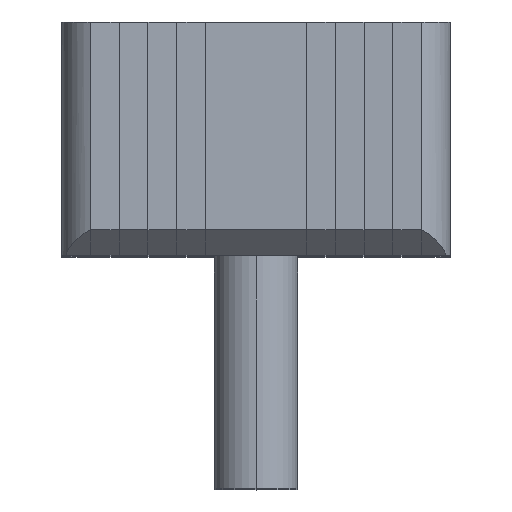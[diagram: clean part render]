
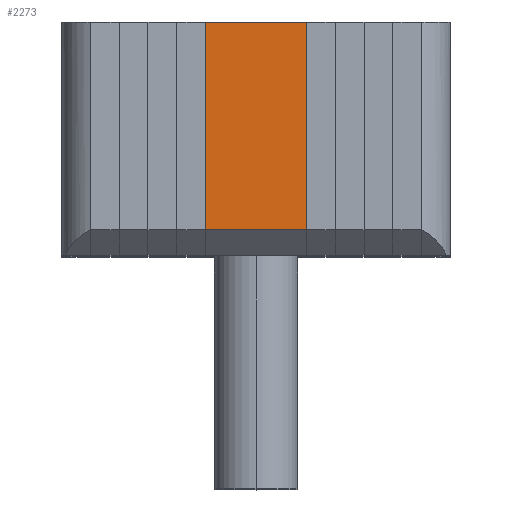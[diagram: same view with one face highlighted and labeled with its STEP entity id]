
A CAD part, top view. The second image highlights one B-rep face of the part: STEP entity #2273.
In plain terms, the highlighted planar face has unit normal (0, 0, 1).
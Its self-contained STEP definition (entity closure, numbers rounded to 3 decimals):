
#315 = CARTESIAN_POINT ( 'NONE',  ( -2.6, 0., 30. ) ) ;
#335 = DIRECTION ( 'NONE',  ( 0., 0., -1. ) ) ;
#480 = VERTEX_POINT ( 'NONE', #7125 ) ;
#888 = DIRECTION ( 'NONE',  ( 0., -1., 0. ) ) ;
#911 = ORIENTED_EDGE ( 'NONE', *, *, #2740, .T. ) ;
#1022 = PLANE ( 'NONE',  #5686 ) ;
#1079 = VECTOR ( 'NONE', #6400, 1000. ) ;
#1565 = LINE ( 'NONE', #2209, #4308 ) ;
#1854 = VECTOR ( 'NONE', #3934, 1000. ) ;
#2136 = LINE ( 'NONE', #315, #6850 ) ;
#2209 = CARTESIAN_POINT ( 'NONE',  ( 2.6, 0., 30. ) ) ;
#2273 = ADVANCED_FACE ( 'NONE', ( #2550 ), #1022, .F. ) ;
#2550 = FACE_OUTER_BOUND ( 'NONE', #5260, .T. ) ;
#2740 = EDGE_CURVE ( 'NONE', #3668, #6852, #3910, .T. ) ;
#2881 = CARTESIAN_POINT ( 'NONE',  ( -2.6, 6.5, 30. ) ) ;
#3143 = CARTESIAN_POINT ( 'NONE',  ( 2.6, 6.5, 30. ) ) ;
#3261 = EDGE_CURVE ( 'NONE', #6852, #480, #2136, .T. ) ;
#3668 = VERTEX_POINT ( 'NONE', #7505 ) ;
#3910 = LINE ( 'NONE', #3143, #1079 ) ;
#3934 = DIRECTION ( 'NONE',  ( -1., 0., 0. ) ) ;
#4100 = CARTESIAN_POINT ( 'NONE',  ( 2.6, -4.2, 30. ) ) ;
#4308 = VECTOR ( 'NONE', #6468, 1000. ) ;
#4605 = DIRECTION ( 'NONE',  ( -1., 0., 0. ) ) ;
#4735 = EDGE_CURVE ( 'NONE', #3668, #4748, #1565, .T. ) ;
#4748 = VERTEX_POINT ( 'NONE', #4100 ) ;
#5115 = EDGE_CURVE ( 'NONE', #4748, #480, #7058, .T. ) ;
#5172 = ORIENTED_EDGE ( 'NONE', *, *, #5115, .F. ) ;
#5257 = CARTESIAN_POINT ( 'NONE',  ( 2.6, -4.2, 30. ) ) ;
#5260 = EDGE_LOOP ( 'NONE', ( #6510, #5172, #6267, #911 ) ) ;
#5686 = AXIS2_PLACEMENT_3D ( 'NONE', #7129, #335, #4605 ) ;
#6267 = ORIENTED_EDGE ( 'NONE', *, *, #4735, .F. ) ;
#6400 = DIRECTION ( 'NONE',  ( -1., 0., 0. ) ) ;
#6468 = DIRECTION ( 'NONE',  ( 0., -1., 0. ) ) ;
#6510 = ORIENTED_EDGE ( 'NONE', *, *, #3261, .T. ) ;
#6850 = VECTOR ( 'NONE', #888, 1000. ) ;
#6852 = VERTEX_POINT ( 'NONE', #2881 ) ;
#7058 = LINE ( 'NONE', #5257, #1854 ) ;
#7125 = CARTESIAN_POINT ( 'NONE',  ( -2.6, -4.2, 30. ) ) ;
#7129 = CARTESIAN_POINT ( 'NONE',  ( 2.6, 0., 30. ) ) ;
#7505 = CARTESIAN_POINT ( 'NONE',  ( 2.6, 6.5, 30. ) ) ;
